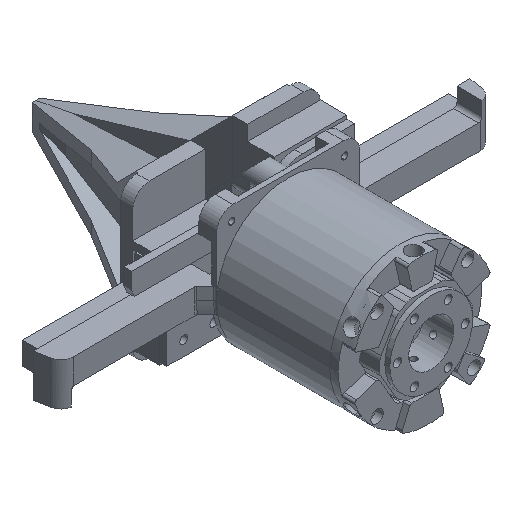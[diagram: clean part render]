
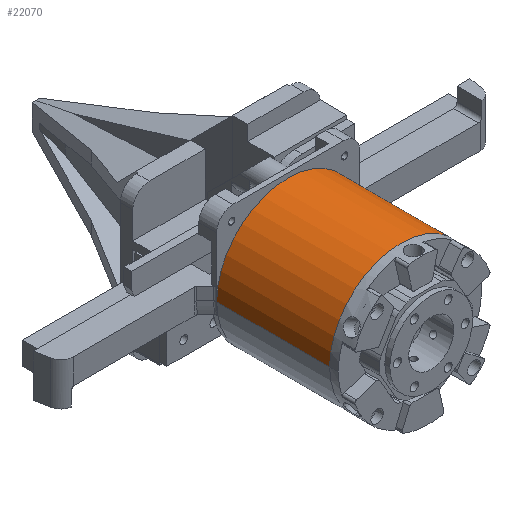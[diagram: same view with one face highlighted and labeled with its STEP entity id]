
A CAD part, isometric view. The second image highlights one B-rep face of the part: STEP entity #22070.
In plain terms, the highlighted cylindrical face has radius 28.5 mm (diameter 57 mm), a partial arc.
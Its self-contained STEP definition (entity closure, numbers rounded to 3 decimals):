
#1324 = CIRCLE ( 'NONE', #22301, 28.5 ) ;
#1498 = ORIENTED_EDGE ( 'NONE', *, *, #4550, .T. ) ;
#2611 = VERTEX_POINT ( 'NONE', #20188 ) ;
#2699 = ORIENTED_EDGE ( 'NONE', *, *, #18405, .T. ) ;
#4550 = EDGE_CURVE ( 'NONE', #7995, #12335, #12030, .T. ) ;
#5561 = ORIENTED_EDGE ( 'NONE', *, *, #22294, .F. ) ;
#5727 = CARTESIAN_POINT ( 'NONE',  ( 116.066, -21.08, 17.3 ) ) ;
#5798 = DIRECTION ( 'NONE',  ( 0., 1., 0. ) ) ;
#6133 = VERTEX_POINT ( 'NONE', #19396 ) ;
#6933 = CARTESIAN_POINT ( 'NONE',  ( 87.566, -66.08, 17.3 ) ) ;
#7507 = LINE ( 'NONE', #5727, #7534 ) ;
#7534 = VECTOR ( 'NONE', #14784, 1000. ) ;
#7865 = CARTESIAN_POINT ( 'NONE',  ( 87.566, -21.08, 17.3 ) ) ;
#7995 = VERTEX_POINT ( 'NONE', #12683 ) ;
#9467 = AXIS2_PLACEMENT_3D ( 'NONE', #7865, #13261, #20540 ) ;
#10161 = DIRECTION ( 'NONE',  ( -1., 0., 0. ) ) ;
#11165 = EDGE_LOOP ( 'NONE', ( #5561, #1498, #2699, #20011 ) ) ;
#12030 = LINE ( 'NONE', #22901, #14835 ) ;
#12107 = EDGE_CURVE ( 'NONE', #2611, #6133, #7507, .T. ) ;
#12335 = VERTEX_POINT ( 'NONE', #16816 ) ;
#12683 = CARTESIAN_POINT ( 'NONE',  ( 59.066, -21.08, 17.3 ) ) ;
#12976 = CARTESIAN_POINT ( 'NONE',  ( 87.566, -21.08, 17.3 ) ) ;
#13261 = DIRECTION ( 'NONE',  ( 0., -1., 0. ) ) ;
#14784 = DIRECTION ( 'NONE',  ( 0., -1., 0. ) ) ;
#14792 = CIRCLE ( 'NONE', #17850, 28.5 ) ;
#14835 = VECTOR ( 'NONE', #21103, 1000. ) ;
#16665 = DIRECTION ( 'NONE',  ( -1., 0., 0. ) ) ;
#16816 = CARTESIAN_POINT ( 'NONE',  ( 59.066, -66.08, 17.3 ) ) ;
#16828 = CYLINDRICAL_SURFACE ( 'NONE', #9467, 28.5 ) ;
#17850 = AXIS2_PLACEMENT_3D ( 'NONE', #12976, #5798, #16665 ) ;
#18405 = EDGE_CURVE ( 'NONE', #12335, #6133, #1324, .T. ) ;
#19396 = CARTESIAN_POINT ( 'NONE',  ( 116.066, -66.08, 17.3 ) ) ;
#20011 = ORIENTED_EDGE ( 'NONE', *, *, #12107, .F. ) ;
#20188 = CARTESIAN_POINT ( 'NONE',  ( 116.066, -21.08, 17.3 ) ) ;
#20540 = DIRECTION ( 'NONE',  ( 1., 0., 0. ) ) ;
#20769 = FACE_OUTER_BOUND ( 'NONE', #11165, .T. ) ;
#21103 = DIRECTION ( 'NONE',  ( 0., -1., 0. ) ) ;
#22070 = ADVANCED_FACE ( 'NONE', ( #20769 ), #16828, .T. ) ;
#22294 = EDGE_CURVE ( 'NONE', #7995, #2611, #14792, .T. ) ;
#22301 = AXIS2_PLACEMENT_3D ( 'NONE', #6933, #23061, #10161 ) ;
#22901 = CARTESIAN_POINT ( 'NONE',  ( 59.066, -21.08, 17.3 ) ) ;
#23061 = DIRECTION ( 'NONE',  ( 0., 1., 0. ) ) ;
